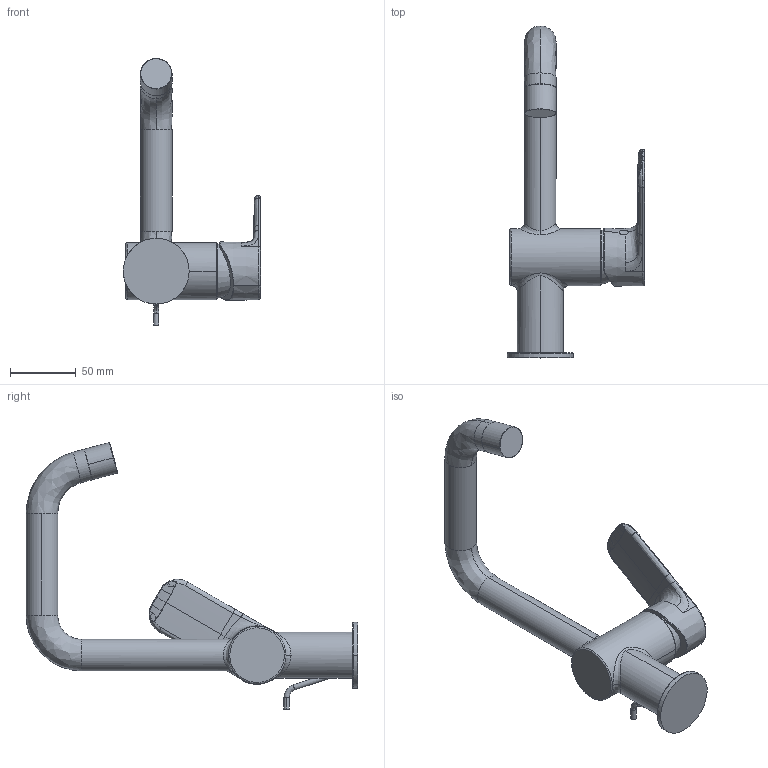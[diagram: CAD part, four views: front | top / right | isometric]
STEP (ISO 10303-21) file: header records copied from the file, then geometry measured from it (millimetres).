
FILE_DESCRIPTION (( 'STEP AP203' ), '1' );
FILE_NAME ('55552203(2022).STEP', '2022-10-19T07:48:40', ( '' ), ( '' ), 'SwSTEP 2.0', 'SolidWorks 2016', '' );
FILE_SCHEMA (( 'CONFIG_CONTROL_DESIGN' ));
Length unit declared in the file: millimetre
Products named in the file (1): 55552203(2022)
Bounding box: 104.37 x 251.98 x 202.83 mm (x, y, z)
Volume: 363397.7 mm3; surface area: 58500.7 mm2
Topology: 1 solids, 10 shells, 230 faces, 562 edges, 358 vertices
Faces by surface type: bspline 111, plane 88, cylinder 20, cone 9, torus 2
Entity records: 15130 total; most frequent: CARTESIAN_POINT 10474, ORIENTED_EDGE 1124, DIRECTION 706, EDGE_CURVE 562, VERTEX_POINT 358, AXIS2_PLACEMENT_3D 252, EDGE_LOOP 236, ADVANCED_FACE 230
